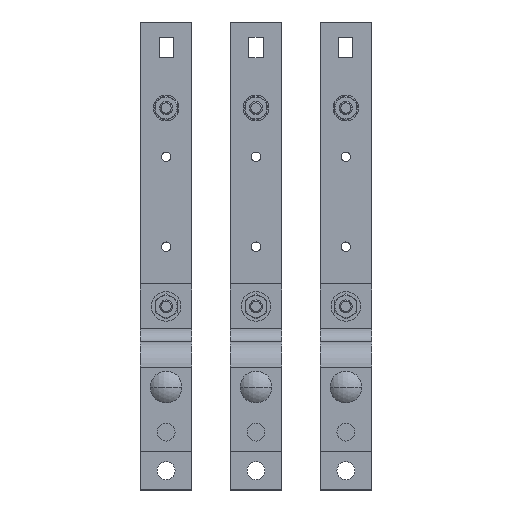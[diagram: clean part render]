
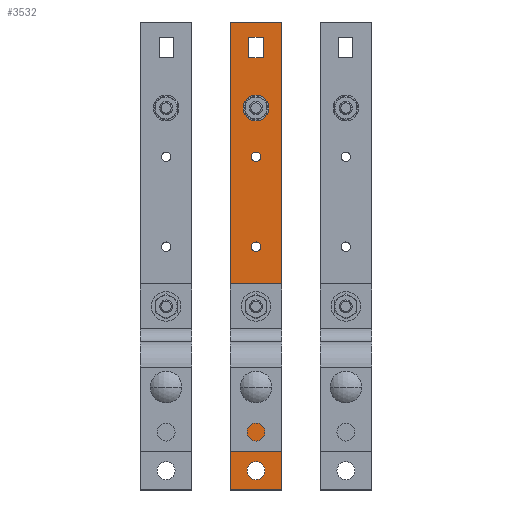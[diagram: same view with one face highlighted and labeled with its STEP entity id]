
A CAD part, top view. The second image highlights one B-rep face of the part: STEP entity #3532.
In plain terms, the highlighted planar face has unit normal (0, 0, 1).
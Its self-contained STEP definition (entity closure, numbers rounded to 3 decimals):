
#3532=ADVANCED_FACE('',(#6297,#6298,#6299,#6300,#6301,#6302,#6303,#6304),#6305,.F.);
#6297=FACE_OUTER_BOUND('',#8900,.T.);
#6298=FACE_BOUND('',#8901,.T.);
#6299=FACE_BOUND('',#8902,.T.);
#6300=FACE_BOUND('',#8903,.T.);
#6301=FACE_BOUND('',#8904,.T.);
#6302=FACE_BOUND('',#8905,.T.);
#6303=FACE_BOUND('',#8906,.T.);
#6304=FACE_BOUND('',#8907,.T.);
#6305=PLANE('',#8908);
#8900=EDGE_LOOP('',(#14787,#14788,#14789,#14790));
#8901=EDGE_LOOP('',(#14791,#14792));
#8902=EDGE_LOOP('',(#14793,#14794));
#8903=EDGE_LOOP('',(#14795,#14796,#14797,#14798));
#8904=EDGE_LOOP('',(#14799,#14800));
#8905=EDGE_LOOP('',(#14801,#14802,#14803,#14804));
#8906=EDGE_LOOP('',(#14805,#14806,#14807,#14808));
#8907=EDGE_LOOP('',(#14809,#14810,#14811,#14812));
#8908=AXIS2_PLACEMENT_3D('',#14813,#14814,#14815);
#14787=ORIENTED_EDGE('',*,*,#18193,.T.);
#14788=ORIENTED_EDGE('',*,*,#18194,.F.);
#14789=ORIENTED_EDGE('',*,*,#18195,.F.);
#14790=ORIENTED_EDGE('',*,*,#18196,.T.);
#14791=ORIENTED_EDGE('',*,*,#18184,.F.);
#14792=ORIENTED_EDGE('',*,*,#18182,.F.);
#14793=ORIENTED_EDGE('',*,*,#18187,.F.);
#14794=ORIENTED_EDGE('',*,*,#18177,.F.);
#14795=ORIENTED_EDGE('',*,*,#18197,.F.);
#14796=ORIENTED_EDGE('',*,*,#18198,.F.);
#14797=ORIENTED_EDGE('',*,*,#18199,.F.);
#14798=ORIENTED_EDGE('',*,*,#18200,.F.);
#14799=ORIENTED_EDGE('',*,*,#18190,.F.);
#14800=ORIENTED_EDGE('',*,*,#18172,.F.);
#14801=ORIENTED_EDGE('',*,*,#18201,.F.);
#14802=ORIENTED_EDGE('',*,*,#18202,.F.);
#14803=ORIENTED_EDGE('',*,*,#18203,.F.);
#14804=ORIENTED_EDGE('',*,*,#18204,.F.);
#14805=ORIENTED_EDGE('',*,*,#18205,.F.);
#14806=ORIENTED_EDGE('',*,*,#18206,.F.);
#14807=ORIENTED_EDGE('',*,*,#18207,.F.);
#14808=ORIENTED_EDGE('',*,*,#18208,.F.);
#14809=ORIENTED_EDGE('',*,*,#18209,.F.);
#14810=ORIENTED_EDGE('',*,*,#18210,.F.);
#14811=ORIENTED_EDGE('',*,*,#18211,.F.);
#14812=ORIENTED_EDGE('',*,*,#18212,.F.);
#14813=CARTESIAN_POINT('',(110.0,364.5,54.));
#14814=DIRECTION('',(0.,0.,-1.0));
#14815=DIRECTION('',(0.,1.0,0.));
#18172=EDGE_CURVE('',#21637,#21633,#21639,.T.);
#18177=EDGE_CURVE('',#21646,#21642,#21648,.T.);
#18182=EDGE_CURVE('',#21655,#21651,#21657,.T.);
#18184=EDGE_CURVE('',#21651,#21655,#21659,.T.);
#18187=EDGE_CURVE('',#21642,#21646,#21662,.T.);
#18190=EDGE_CURVE('',#21633,#21637,#21665,.T.);
#18193=EDGE_CURVE('',#21668,#21669,#21670,.T.);
#18194=EDGE_CURVE('',#21671,#21669,#21672,.T.);
#18195=EDGE_CURVE('',#21673,#21671,#21674,.T.);
#18196=EDGE_CURVE('',#21673,#21668,#21675,.T.);
#18197=EDGE_CURVE('',#21676,#21677,#21678,.T.);
#18198=EDGE_CURVE('',#21679,#21676,#21680,.T.);
#18199=EDGE_CURVE('',#21681,#21679,#21682,.T.);
#18200=EDGE_CURVE('',#21677,#21681,#21683,.T.);
#18201=EDGE_CURVE('',#21684,#21685,#21686,.T.);
#18202=EDGE_CURVE('',#21687,#21684,#21688,.T.);
#18203=EDGE_CURVE('',#21689,#21687,#21690,.T.);
#18204=EDGE_CURVE('',#21685,#21689,#21691,.T.);
#18205=EDGE_CURVE('',#21692,#21693,#21694,.T.);
#18206=EDGE_CURVE('',#21695,#21692,#21696,.T.);
#18207=EDGE_CURVE('',#21697,#21695,#21698,.T.);
#18208=EDGE_CURVE('',#21693,#21697,#21699,.T.);
#18209=EDGE_CURVE('',#21700,#21701,#21702,.T.);
#18210=EDGE_CURVE('',#21703,#21700,#21704,.T.);
#18211=EDGE_CURVE('',#21705,#21703,#21706,.T.);
#18212=EDGE_CURVE('',#21701,#21705,#21707,.T.);
#21633=VERTEX_POINT('',#27576);
#21637=VERTEX_POINT('',#27581);
#21639=CIRCLE('',#27584,7.);
#21642=VERTEX_POINT('',#27587);
#21646=VERTEX_POINT('',#27592);
#21648=CIRCLE('',#27595,3.7);
#21651=VERTEX_POINT('',#27598);
#21655=VERTEX_POINT('',#27603);
#21657=CIRCLE('',#27606,3.7);
#21659=CIRCLE('',#27608,3.7);
#21662=CIRCLE('',#27611,3.7);
#21665=CIRCLE('',#27614,7.);
#21668=VERTEX_POINT('',#27617);
#21669=VERTEX_POINT('',#27618);
#21670=LINE('',#27619,#27620);
#21671=VERTEX_POINT('',#27621);
#21672=LINE('',#27622,#27623);
#21673=VERTEX_POINT('',#27624);
#21674=LINE('',#27625,#27626);
#21675=LINE('',#27627,#27628);
#21676=VERTEX_POINT('',#27629);
#21677=VERTEX_POINT('',#27630);
#21678=LINE('',#27631,#27632);
#21679=VERTEX_POINT('',#27633);
#21680=LINE('',#27634,#27635);
#21681=VERTEX_POINT('',#27636);
#21682=LINE('',#27637,#27638);
#21683=LINE('',#27639,#27640);
#21684=VERTEX_POINT('',#27641);
#21685=VERTEX_POINT('',#27642);
#21686=LINE('',#27643,#27644);
#21687=VERTEX_POINT('',#27645);
#21688=LINE('',#27646,#27647);
#21689=VERTEX_POINT('',#27648);
#21690=LINE('',#27649,#27650);
#21691=LINE('',#27651,#27652);
#21692=VERTEX_POINT('',#27653);
#21693=VERTEX_POINT('',#27654);
#21694=LINE('',#27655,#27656);
#21695=VERTEX_POINT('',#27657);
#21696=LINE('',#27658,#27659);
#21697=VERTEX_POINT('',#27660);
#21698=LINE('',#27661,#27662);
#21699=LINE('',#27663,#27664);
#21700=VERTEX_POINT('',#27665);
#21701=VERTEX_POINT('',#27666);
#21702=LINE('',#27667,#27668);
#21703=VERTEX_POINT('',#27669);
#21704=LINE('',#27670,#27671);
#21705=VERTEX_POINT('',#27672);
#21706=LINE('',#27673,#27674);
#21707=LINE('',#27675,#27676);
#27576=CARTESIAN_POINT('',(90.0,22.0,54.));
#27581=CARTESIAN_POINT('',(90.0,8.0,54.));
#27584=AXIS2_PLACEMENT_3D('',#31020,#31021,#31022);
#27587=CARTESIAN_POINT('',(90.0,263.2,54.));
#27592=CARTESIAN_POINT('',(90.0,255.8,54.));
#27595=AXIS2_PLACEMENT_3D('',#31028,#31029,#31030);
#27598=CARTESIAN_POINT('',(90.0,193.2,54.));
#27603=CARTESIAN_POINT('',(90.0,185.8,54.));
#27606=AXIS2_PLACEMENT_3D('',#31036,#31037,#31038);
#27608=AXIS2_PLACEMENT_3D('',#31039,#31040,#31041);
#27611=AXIS2_PLACEMENT_3D('',#31045,#31046,#31047);
#27614=AXIS2_PLACEMENT_3D('',#31051,#31052,#31053);
#27617=CARTESIAN_POINT('',(70.0,364.5,54.));
#27618=CARTESIAN_POINT('',(70.,0.0,54.));
#27619=CARTESIAN_POINT('',(70.0,364.5,54.));
#27620=VECTOR('',#31057,1000.0);
#27621=CARTESIAN_POINT('',(110.0,0.0,54.));
#27622=CARTESIAN_POINT('',(110.0,0.0,54.));
#27623=VECTOR('',#31058,1000.0);
#27624=CARTESIAN_POINT('',(110.0,364.5,54.));
#27625=CARTESIAN_POINT('',(110.0,364.5,54.));
#27626=VECTOR('',#31059,1000.0);
#27627=CARTESIAN_POINT('',(110.0,364.5,54.));
#27628=VECTOR('',#31060,1000.0);
#27629=CARTESIAN_POINT('',(84.5,88.0,54.));
#27630=CARTESIAN_POINT('',(84.5,72.0,54.));
#27631=CARTESIAN_POINT('',(84.5,72.0,54.));
#27632=VECTOR('',#31061,1000.0);
#27633=CARTESIAN_POINT('',(95.5,88.0,54.));
#27634=CARTESIAN_POINT('',(95.5,88.0,54.));
#27635=VECTOR('',#31062,1000.0);
#27636=CARTESIAN_POINT('',(95.5,72.0,54.));
#27637=CARTESIAN_POINT('',(95.5,72.0,54.));
#27638=VECTOR('',#31063,1000.0);
#27639=CARTESIAN_POINT('',(95.5,72.0,54.));
#27640=VECTOR('',#31064,1000.0);
#27641=CARTESIAN_POINT('',(84.5,151.0,54.));
#27642=CARTESIAN_POINT('',(84.5,135.0,54.));
#27643=CARTESIAN_POINT('',(84.5,135.0,54.));
#27644=VECTOR('',#31065,1000.0);
#27645=CARTESIAN_POINT('',(95.5,151.0,54.));
#27646=CARTESIAN_POINT('',(95.5,151.0,54.));
#27647=VECTOR('',#31066,1000.0);
#27648=CARTESIAN_POINT('',(95.5,135.0,54.));
#27649=CARTESIAN_POINT('',(95.5,135.0,54.));
#27650=VECTOR('',#31067,1000.0);
#27651=CARTESIAN_POINT('',(95.5,135.0,54.));
#27652=VECTOR('',#31068,1000.0);
#27653=CARTESIAN_POINT('',(84.5,352.5,54.));
#27654=CARTESIAN_POINT('',(84.5,336.5,54.));
#27655=CARTESIAN_POINT('',(84.5,336.5,54.));
#27656=VECTOR('',#31069,1000.0);
#27657=CARTESIAN_POINT('',(95.5,352.5,54.));
#27658=CARTESIAN_POINT('',(95.5,352.5,54.));
#27659=VECTOR('',#31070,1000.0);
#27660=CARTESIAN_POINT('',(95.5,336.5,54.));
#27661=CARTESIAN_POINT('',(95.5,336.5,54.));
#27662=VECTOR('',#31071,1000.0);
#27663=CARTESIAN_POINT('',(95.5,336.5,54.));
#27664=VECTOR('',#31072,1000.0);
#27665=CARTESIAN_POINT('',(84.5,305.5,54.));
#27666=CARTESIAN_POINT('',(84.5,289.5,54.));
#27667=CARTESIAN_POINT('',(84.5,289.5,54.));
#27668=VECTOR('',#31073,1000.0);
#27669=CARTESIAN_POINT('',(95.5,305.5,54.));
#27670=CARTESIAN_POINT('',(95.5,305.5,54.));
#27671=VECTOR('',#31074,1000.0);
#27672=CARTESIAN_POINT('',(95.5,289.5,54.));
#27673=CARTESIAN_POINT('',(95.5,289.5,54.));
#27674=VECTOR('',#31075,1000.0);
#27675=CARTESIAN_POINT('',(95.5,289.5,54.));
#27676=VECTOR('',#31076,1000.0);
#31020=CARTESIAN_POINT('',(90.0,15.0,54.));
#31021=DIRECTION('',(0.,0.,1.0));
#31022=DIRECTION('',(0.,1.0,0.));
#31028=CARTESIAN_POINT('',(90.0,259.5,54.));
#31029=DIRECTION('',(0.,0.,1.0));
#31030=DIRECTION('',(0.,1.0,0.));
#31036=CARTESIAN_POINT('',(90.0,189.5,54.));
#31037=DIRECTION('',(0.,0.,1.0));
#31038=DIRECTION('',(0.,1.0,0.));
#31039=CARTESIAN_POINT('',(90.0,189.5,54.));
#31040=DIRECTION('',(0.,0.,1.0));
#31041=DIRECTION('',(0.,1.0,0.));
#31045=CARTESIAN_POINT('',(90.0,259.5,54.));
#31046=DIRECTION('',(0.,0.,1.0));
#31047=DIRECTION('',(0.,1.0,0.));
#31051=CARTESIAN_POINT('',(90.0,15.0,54.));
#31052=DIRECTION('',(0.,0.,1.0));
#31053=DIRECTION('',(0.,1.0,0.));
#31057=DIRECTION('',(0.,-1.0,0.));
#31058=DIRECTION('',(-1.0,0.,0.));
#31059=DIRECTION('',(0.,-1.0,0.));
#31060=DIRECTION('',(-1.0,0.,0.));
#31061=DIRECTION('',(0.,-1.0,0.));
#31062=DIRECTION('',(-1.0,0.,0.));
#31063=DIRECTION('',(0.,1.0,0.));
#31064=DIRECTION('',(1.0,0.,0.));
#31065=DIRECTION('',(0.,-1.0,0.));
#31066=DIRECTION('',(-1.0,0.,0.));
#31067=DIRECTION('',(0.,1.0,0.));
#31068=DIRECTION('',(1.0,0.,0.));
#31069=DIRECTION('',(0.,-1.0,0.));
#31070=DIRECTION('',(-1.0,0.,0.));
#31071=DIRECTION('',(0.,1.0,0.));
#31072=DIRECTION('',(1.0,0.,0.));
#31073=DIRECTION('',(0.,-1.0,0.));
#31074=DIRECTION('',(-1.0,0.,0.));
#31075=DIRECTION('',(0.,1.0,0.));
#31076=DIRECTION('',(1.0,0.,0.));
